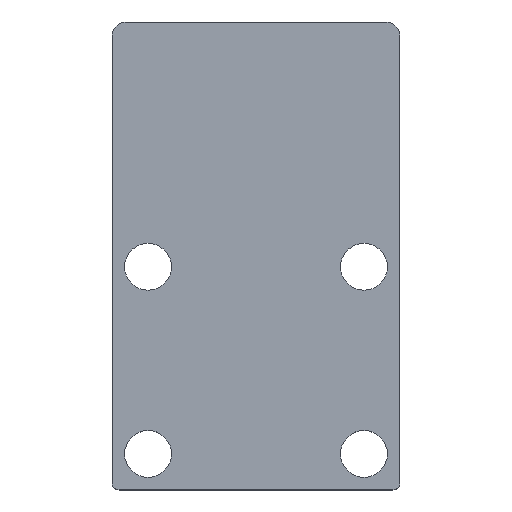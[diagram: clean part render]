
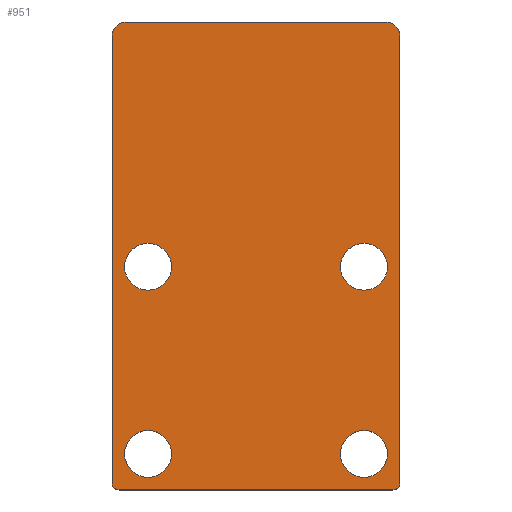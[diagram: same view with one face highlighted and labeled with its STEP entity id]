
A CAD part, top view. The second image highlights one B-rep face of the part: STEP entity #951.
In plain terms, the highlighted planar face has unit normal (0, 0, 1).
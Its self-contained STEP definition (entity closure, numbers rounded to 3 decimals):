
#508=CARTESIAN_POINT('',(18.,30.5,5.));
#509=DIRECTION('',(0.,0.,1.));
#510=DIRECTION('',(1.,0.,0.));
#511=AXIS2_PLACEMENT_3D('',#508,#509,#510);
#516=DIRECTION('',(0.,1.,0.));
#517=VECTOR('',#516,62.);
#518=CARTESIAN_POINT('',(20.,-31.5,5.));
#519=LINE('',#518,#517);
#523=CARTESIAN_POINT('',(19.,-31.5,5.));
#524=DIRECTION('',(0.,0.,1.));
#525=DIRECTION('',(0.,-1.,0.));
#526=AXIS2_PLACEMENT_3D('',#523,#524,#525);
#531=DIRECTION('',(1.,0.,0.));
#532=VECTOR('',#531,38.);
#533=CARTESIAN_POINT('',(-19.,-32.5,5.));
#534=LINE('',#533,#532);
#538=CARTESIAN_POINT('',(-19.,-31.5,5.));
#539=DIRECTION('',(0.,0.,1.));
#540=DIRECTION('',(-1.,0.,0.));
#541=AXIS2_PLACEMENT_3D('',#538,#539,#540);
#546=DIRECTION('',(0.,-1.,0.));
#547=VECTOR('',#546,62.);
#548=CARTESIAN_POINT('',(-20.,30.5,5.));
#549=LINE('',#548,#547);
#553=CARTESIAN_POINT('',(-18.,30.5,5.));
#554=DIRECTION('',(0.,0.,1.));
#555=DIRECTION('',(0.,1.,0.));
#556=AXIS2_PLACEMENT_3D('',#553,#554,#555);
#561=DIRECTION('',(-1.,0.,0.));
#562=VECTOR('',#561,36.);
#563=CARTESIAN_POINT('',(18.,32.5,5.));
#564=LINE('',#563,#562);
#568=CARTESIAN_POINT('',(15.,-27.5,5.));
#569=DIRECTION('',(0.,0.,1.));
#570=DIRECTION('',(1.,0.,0.));
#571=AXIS2_PLACEMENT_3D('',#568,#569,#570);
#576=CARTESIAN_POINT('',(15.,-27.5,5.));
#577=DIRECTION('',(0.,0.,1.));
#578=DIRECTION('',(-1.,0.,0.));
#579=AXIS2_PLACEMENT_3D('',#576,#577,#578);
#584=CARTESIAN_POINT('',(15.,-1.5,5.));
#585=DIRECTION('',(0.,0.,1.));
#586=DIRECTION('',(1.,0.,0.));
#587=AXIS2_PLACEMENT_3D('',#584,#585,#586);
#592=CARTESIAN_POINT('',(15.,-1.5,5.));
#593=DIRECTION('',(0.,0.,1.));
#594=DIRECTION('',(-1.,0.,0.));
#595=AXIS2_PLACEMENT_3D('',#592,#593,#594);
#600=CARTESIAN_POINT('',(-15.,-27.5,5.));
#601=DIRECTION('',(0.,0.,1.));
#602=DIRECTION('',(1.,0.,0.));
#603=AXIS2_PLACEMENT_3D('',#600,#601,#602);
#608=CARTESIAN_POINT('',(-15.,-27.5,5.));
#609=DIRECTION('',(0.,0.,1.));
#610=DIRECTION('',(-1.,0.,0.));
#611=AXIS2_PLACEMENT_3D('',#608,#609,#610);
#616=CARTESIAN_POINT('',(-15.,-1.5,5.));
#617=DIRECTION('',(0.,0.,1.));
#618=DIRECTION('',(1.,0.,0.));
#619=AXIS2_PLACEMENT_3D('',#616,#617,#618);
#624=CARTESIAN_POINT('',(-15.,-1.5,5.));
#625=DIRECTION('',(0.,0.,1.));
#626=DIRECTION('',(-1.,0.,0.));
#627=AXIS2_PLACEMENT_3D('',#624,#625,#626);
#692=CARTESIAN_POINT('',(20.,30.5,5.));
#693=VERTEX_POINT('',#692);
#694=CARTESIAN_POINT('',(18.,32.5,5.));
#695=VERTEX_POINT('',#694);
#700=CARTESIAN_POINT('',(-18.,32.5,5.));
#701=VERTEX_POINT('',#700);
#702=CARTESIAN_POINT('',(-20.,30.5,5.));
#703=VERTEX_POINT('',#702);
#708=CARTESIAN_POINT('',(-20.,-31.5,5.));
#709=VERTEX_POINT('',#708);
#710=CARTESIAN_POINT('',(-19.,-32.5,5.));
#711=VERTEX_POINT('',#710);
#716=CARTESIAN_POINT('',(19.,-32.5,5.));
#717=VERTEX_POINT('',#716);
#718=CARTESIAN_POINT('',(20.,-31.5,5.));
#719=VERTEX_POINT('',#718);
#736=CARTESIAN_POINT('',(18.25,-27.5,5.));
#737=CARTESIAN_POINT('',(11.75,-27.5,5.));
#738=VERTEX_POINT('',#736);
#739=VERTEX_POINT('',#737);
#740=CARTESIAN_POINT('',(18.25,-1.5,5.));
#741=CARTESIAN_POINT('',(11.75,-1.5,5.));
#742=VERTEX_POINT('',#740);
#743=VERTEX_POINT('',#741);
#744=CARTESIAN_POINT('',(-11.75,-27.5,5.));
#745=CARTESIAN_POINT('',(-18.25,-27.5,5.));
#746=VERTEX_POINT('',#744);
#747=VERTEX_POINT('',#745);
#748=CARTESIAN_POINT('',(-11.75,-1.5,5.));
#749=CARTESIAN_POINT('',(-18.25,-1.5,5.));
#750=VERTEX_POINT('',#748);
#751=VERTEX_POINT('',#749);
#912=CARTESIAN_POINT('',(0.,0.,5.));
#913=DIRECTION('',(0.,0.,1.));
#914=DIRECTION('',(1.,0.,0.));
#915=AXIS2_PLACEMENT_3D('',#912,#913,#914);
#916=PLANE('',#915);
#917=ORIENTED_EDGE('',*,*,#808,.F.);
#918=ORIENTED_EDGE('',*,*,#824,.F.);
#919=ORIENTED_EDGE('',*,*,#837,.F.);
#920=ORIENTED_EDGE('',*,*,#850,.F.);
#921=ORIENTED_EDGE('',*,*,#865,.F.);
#922=ORIENTED_EDGE('',*,*,#878,.F.);
#923=ORIENTED_EDGE('',*,*,#893,.F.);
#924=ORIENTED_EDGE('',*,*,#905,.F.);
#925=EDGE_LOOP('',(#917,#918,#919,#920,#921,#922,#923,#924));
#926=FACE_OUTER_BOUND('',#925,.F.);
#928=ORIENTED_EDGE('',*,*,#927,.T.);
#930=ORIENTED_EDGE('',*,*,#929,.T.);
#931=EDGE_LOOP('',(#928,#930));
#932=FACE_BOUND('',#931,.F.);
#934=ORIENTED_EDGE('',*,*,#933,.T.);
#936=ORIENTED_EDGE('',*,*,#935,.T.);
#937=EDGE_LOOP('',(#934,#936));
#938=FACE_BOUND('',#937,.F.);
#940=ORIENTED_EDGE('',*,*,#939,.T.);
#942=ORIENTED_EDGE('',*,*,#941,.T.);
#943=EDGE_LOOP('',(#940,#942));
#944=FACE_BOUND('',#943,.F.);
#946=ORIENTED_EDGE('',*,*,#945,.T.);
#948=ORIENTED_EDGE('',*,*,#947,.T.);
#949=EDGE_LOOP('',(#946,#948));
#950=FACE_BOUND('',#949,.F.);
#512=CIRCLE('',#511,2.);
#527=CIRCLE('',#526,1.);
#542=CIRCLE('',#541,1.);
#557=CIRCLE('',#556,2.);
#572=CIRCLE('',#571,3.25);
#580=CIRCLE('',#579,3.25);
#588=CIRCLE('',#587,3.25);
#596=CIRCLE('',#595,3.25);
#604=CIRCLE('',#603,3.25);
#612=CIRCLE('',#611,3.25);
#620=CIRCLE('',#619,3.25);
#628=CIRCLE('',#627,3.25);
#808=EDGE_CURVE('',#693,#695,#512,.T.);
#824=EDGE_CURVE('',#719,#693,#519,.T.);
#837=EDGE_CURVE('',#717,#719,#527,.T.);
#850=EDGE_CURVE('',#711,#717,#534,.T.);
#865=EDGE_CURVE('',#709,#711,#542,.T.);
#878=EDGE_CURVE('',#703,#709,#549,.T.);
#893=EDGE_CURVE('',#701,#703,#557,.T.);
#905=EDGE_CURVE('',#695,#701,#564,.T.);
#927=EDGE_CURVE('',#738,#739,#572,.T.);
#929=EDGE_CURVE('',#739,#738,#580,.T.);
#933=EDGE_CURVE('',#742,#743,#588,.T.);
#935=EDGE_CURVE('',#743,#742,#596,.T.);
#939=EDGE_CURVE('',#746,#747,#604,.T.);
#941=EDGE_CURVE('',#747,#746,#612,.T.);
#945=EDGE_CURVE('',#750,#751,#620,.T.);
#947=EDGE_CURVE('',#751,#750,#628,.T.);
#951=ADVANCED_FACE('',(#926,#932,#938,#944,#950),#916,.T.);
